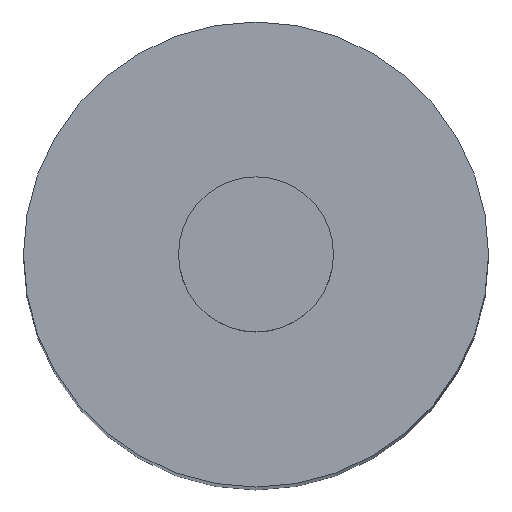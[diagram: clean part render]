
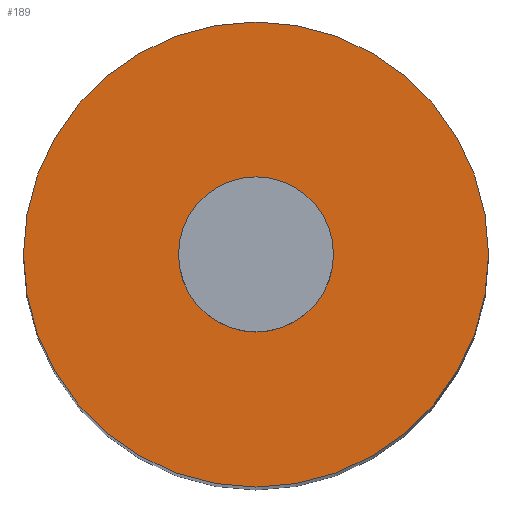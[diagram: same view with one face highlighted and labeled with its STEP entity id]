
A CAD part, top view. The second image highlights one B-rep face of the part: STEP entity #189.
In plain terms, the highlighted planar face has unit normal (0, 0, 1).
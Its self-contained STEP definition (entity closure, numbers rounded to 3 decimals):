
#85=CARTESIAN_POINT('Vertex',(-3.,0.,65.)) ;
#92=CARTESIAN_POINT('Vertex',(3.,0.,65.)) ;
#95=CARTESIAN_POINT('Axis2P3D Location',(0.,0.,65.)) ;
#107=CARTESIAN_POINT('Axis2P3D Location',(0.,0.,65.)) ;
#130=CARTESIAN_POINT('Vertex',(9.,0.,65.)) ;
#144=CARTESIAN_POINT('Vertex',(-9.,0.,65.)) ;
#147=CARTESIAN_POINT('Axis2P3D Location',(0.,0.,65.)) ;
#164=CARTESIAN_POINT('Axis2P3D Location',(0.,0.,65.)) ;
#176=CARTESIAN_POINT('Axis2P3D Location',(0.,0.,65.)) ;
#96=DIRECTION('Axis2P3D Direction',(0.,0.,1.)) ;
#108=DIRECTION('Axis2P3D Direction',(0.,0.,1.)) ;
#148=DIRECTION('Axis2P3D Direction',(0.,0.,1.)) ;
#165=DIRECTION('Axis2P3D Direction',(0.,0.,1.)) ;
#177=DIRECTION('Axis2P3D Direction',(0.,0.,1.)) ;
#178=DIRECTION('Axis2P3D XDirection',(1.,0.,0.)) ;
#97=AXIS2_PLACEMENT_3D('Circle Axis2P3D',#95,#96,$) ;
#109=AXIS2_PLACEMENT_3D('Circle Axis2P3D',#107,#108,$) ;
#149=AXIS2_PLACEMENT_3D('Circle Axis2P3D',#147,#148,$) ;
#166=AXIS2_PLACEMENT_3D('Circle Axis2P3D',#164,#165,$) ;
#179=AXIS2_PLACEMENT_3D('Plane Axis2P3D',#176,#177,#178) ;
#182=ORIENTED_EDGE('',*,*,#151,.T.) ;
#183=ORIENTED_EDGE('',*,*,#168,.T.) ;
#186=ORIENTED_EDGE('',*,*,#111,.F.) ;
#187=ORIENTED_EDGE('',*,*,#99,.F.) ;
#188=FACE_BOUND('',#185,.T.) ;
#189=ADVANCED_FACE('PartBody',(#184,#188),#180,.T.) ;
#98=CIRCLE('generated circle',#97,3.) ;
#110=CIRCLE('generated circle',#109,3.) ;
#150=CIRCLE('generated circle',#149,9.) ;
#167=CIRCLE('generated circle',#166,9.) ;
#99=EDGE_CURVE('',#93,#86,#98,.T.) ;
#111=EDGE_CURVE('',#86,#93,#110,.T.) ;
#151=EDGE_CURVE('',#131,#145,#150,.T.) ;
#168=EDGE_CURVE('',#145,#131,#167,.T.) ;
#181=EDGE_LOOP('',(#182,#183)) ;
#185=EDGE_LOOP('',(#186,#187)) ;
#184=FACE_OUTER_BOUND('',#181,.T.) ;
#180=PLANE('',#179) ;
#86=VERTEX_POINT('',#85) ;
#93=VERTEX_POINT('',#92) ;
#131=VERTEX_POINT('',#130) ;
#145=VERTEX_POINT('',#144) ;
